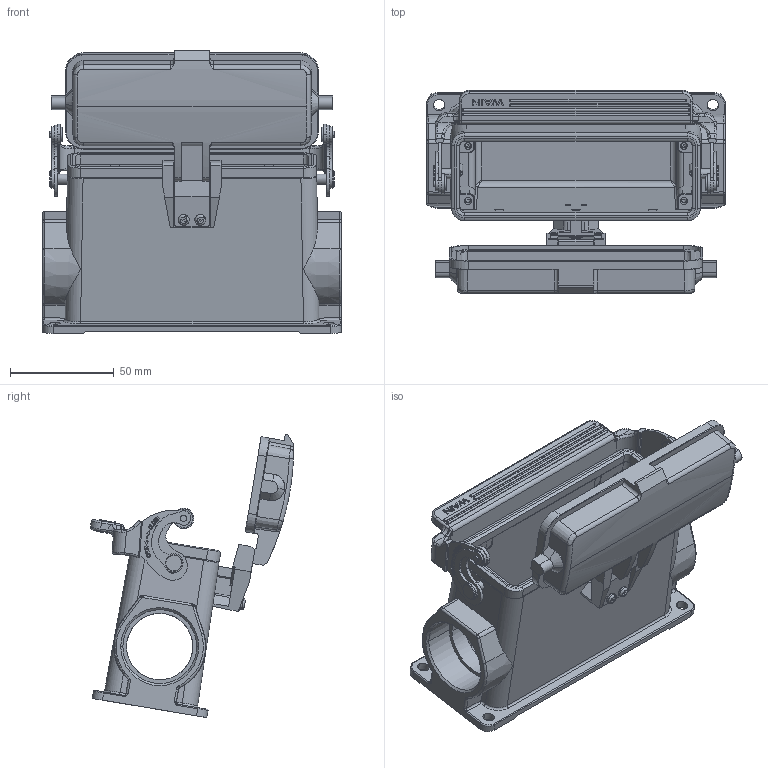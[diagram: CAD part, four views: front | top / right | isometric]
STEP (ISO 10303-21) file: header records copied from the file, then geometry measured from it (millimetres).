
FILE_DESCRIPTION((''),'2;1');
FILE_NAME('PRT0369','2017-08-02T',('dm.li'),(''),'PRO/ENGINEER BY PARAMETRIC TECHNOLOGY CORPORATION, 2012480','PRO/ENGINEER BY PARAMETRIC TECHNOLOGY CORPORATION, 2012480','');
FILE_SCHEMA(('AUTOMOTIVE_DESIGN { 1 0 10303 214 1 1 1 1 }'));
Products named in the file (1): PRT0369
Bounding box: 144 x 98.06 x 136.48 mm (x, y, z)
Volume: 203751.5 mm3; surface area: 111791.2 mm2
Topology: 1 solids, 28 shells, 1572 faces, 4364 edges, 2905 vertices
Faces by surface type: plane 698, cylinder 398, extrusion 250, torus 77, bspline 70, cone 65, sphere 14
Entity records: 60708 total; most frequent: CARTESIAN_POINT 18120, ORIENTED_EDGE 8638, DIRECTION 7107, EDGE_CURVE 4346, VERTEX_POINT 2905, VECTOR 2591, LINE 2341, AXIS2_PLACEMENT_3D 2258
